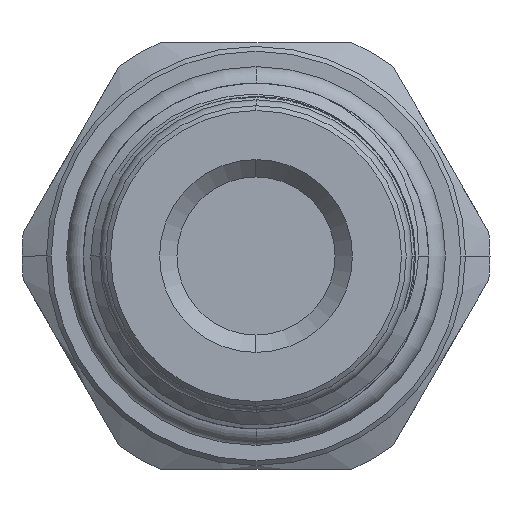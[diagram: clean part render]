
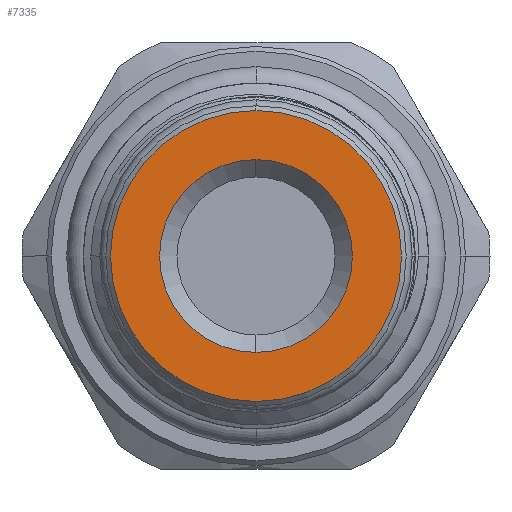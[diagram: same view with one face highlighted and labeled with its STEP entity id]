
A CAD part, left-side view. The second image highlights one B-rep face of the part: STEP entity #7335.
In plain terms, the highlighted planar face has unit normal (-1, 0, 0).
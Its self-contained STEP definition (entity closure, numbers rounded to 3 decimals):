
#168 = AXIS2_PLACEMENT_3D ( 'NONE', #29753, #32479, #216 ) ;
#216 = DIRECTION ( 'NONE',  ( 0., 0., -1. ) ) ;
#250 = DIRECTION ( 'NONE',  ( 1., 0., 0. ) ) ;
#2746 = ORIENTED_EDGE ( 'NONE', *, *, #31221, .T. ) ;
#3302 = DIRECTION ( 'NONE',  ( 0., 0., -1. ) ) ;
#3349 = CARTESIAN_POINT ( 'NONE',  ( -17.053, 0., -6.1 ) ) ;
#3491 = EDGE_LOOP ( 'NONE', ( #33518, #2746 ) ) ;
#3738 = EDGE_CURVE ( 'NONE', #26989, #32925, #20825, .T. ) ;
#4607 = FACE_OUTER_BOUND ( 'NONE', #7684, .T. ) ;
#4803 = PLANE ( 'NONE',  #12857 ) ;
#5847 = DIRECTION ( 'NONE',  ( -1., 0., 0. ) ) ;
#7335 = ADVANCED_FACE ( 'NONE', ( #15554, #4607 ), #4803, .F. ) ;
#7684 = EDGE_LOOP ( 'NONE', ( #22410, #26116 ) ) ;
#8912 = CARTESIAN_POINT ( 'NONE',  ( -17.053, 0., -9.2 ) ) ;
#12824 = DIRECTION ( 'NONE',  ( 1., 0., 0. ) ) ;
#12857 = AXIS2_PLACEMENT_3D ( 'NONE', #26155, #12824, #25911 ) ;
#15554 = FACE_BOUND ( 'NONE', #3491, .T. ) ;
#16409 = CARTESIAN_POINT ( 'NONE',  ( -17.053, 0., 0. ) ) ;
#16840 = CARTESIAN_POINT ( 'NONE',  ( -17.053, 0., 0. ) ) ;
#19090 = AXIS2_PLACEMENT_3D ( 'NONE', #31533, #5847, #3302 ) ;
#19148 = DIRECTION ( 'NONE',  ( 0., 0., -1. ) ) ;
#19799 = DIRECTION ( 'NONE',  ( 0., 0., -1. ) ) ;
#20825 = CIRCLE ( 'NONE', #19090, 9.2 ) ;
#20888 = CARTESIAN_POINT ( 'NONE',  ( -17.053, 0., 6.1 ) ) ;
#21206 = CIRCLE ( 'NONE', #28247, 6.1 ) ;
#22410 = ORIENTED_EDGE ( 'NONE', *, *, #31152, .T. ) ;
#22882 = CIRCLE ( 'NONE', #168, 9.2 ) ;
#24307 = VERTEX_POINT ( 'NONE', #20888 ) ;
#25826 = VERTEX_POINT ( 'NONE', #3349 ) ;
#25911 = DIRECTION ( 'NONE',  ( 0., 0., -1. ) ) ;
#26116 = ORIENTED_EDGE ( 'NONE', *, *, #3738, .T. ) ;
#26155 = CARTESIAN_POINT ( 'NONE',  ( -17.053, 9.5, 0. ) ) ;
#26989 = VERTEX_POINT ( 'NONE', #31740 ) ;
#28247 = AXIS2_PLACEMENT_3D ( 'NONE', #16840, #33268, #19799 ) ;
#28389 = EDGE_CURVE ( 'NONE', #24307, #25826, #31975, .T. ) ;
#29753 = CARTESIAN_POINT ( 'NONE',  ( -17.053, 0., 0. ) ) ;
#30906 = AXIS2_PLACEMENT_3D ( 'NONE', #16409, #250, #19148 ) ;
#31152 = EDGE_CURVE ( 'NONE', #32925, #26989, #22882, .T. ) ;
#31221 = EDGE_CURVE ( 'NONE', #25826, #24307, #21206, .T. ) ;
#31533 = CARTESIAN_POINT ( 'NONE',  ( -17.053, 0., 0. ) ) ;
#31740 = CARTESIAN_POINT ( 'NONE',  ( -17.053, 0., 9.2 ) ) ;
#31975 = CIRCLE ( 'NONE', #30906, 6.1 ) ;
#32479 = DIRECTION ( 'NONE',  ( -1., 0., 0. ) ) ;
#32925 = VERTEX_POINT ( 'NONE', #8912 ) ;
#33268 = DIRECTION ( 'NONE',  ( 1., 0., 0. ) ) ;
#33518 = ORIENTED_EDGE ( 'NONE', *, *, #28389, .T. ) ;
